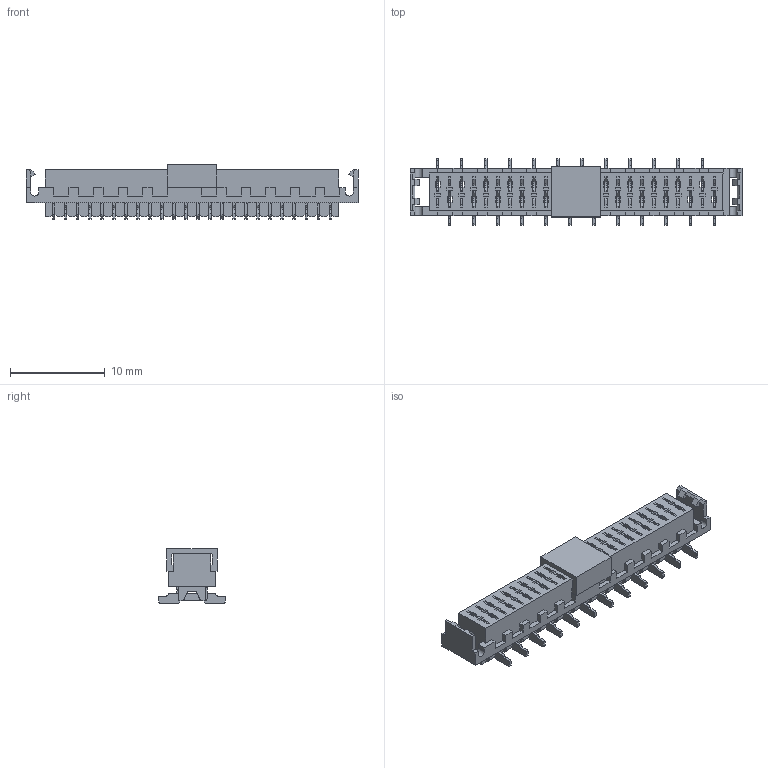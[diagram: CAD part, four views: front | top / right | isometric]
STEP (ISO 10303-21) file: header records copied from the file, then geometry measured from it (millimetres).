
FILE_DESCRIPTION(/* description */ ('Unknown'),/* implementation_level */ '2;1');
FILE_NAME(/* name */ 'J_Wurth_WR-MM_690367292476',/* time_stamp */ '2025-05-07T10:43:02+08:00',/* author */ ('Unknown'),/* organization */ ('Unknown'),/* preprocessor_version */ 'ST-DEVELOPER v19.4',/* originating_system */ 'Solid Edge',/* authorisation */ 'Unknown');
FILE_SCHEMA (('AUTOMOTIVE_DESIGN {1 0 10303 214 3 1 1}'));
Length unit declared in the file: millimetre
Products named in the file (2): J_Wurth_WR-MM_690367292476
Assembly tree (1 placements, depth 2):
  J_Wurth_WR-MM_690367292476
    J_Wurth_WR-MM_690367292476
Bounding box: 35.08 x 7 x 5.75 mm (x, y, z)
Volume: 583.1 mm3; surface area: 2330.1 mm2
Topology: 26 solids, 26 shells, 1952 faces, 5778 edges, 3852 vertices
Faces by surface type: plane 1516, cylinder 436
Entity records: 65070 total; most frequent: CARTESIAN_POINT 11584, ORIENTED_EDGE 11556, DIRECTION 10558, EDGE_CURVE 5778, LINE 4906, VECTOR 4906, VERTEX_POINT 3852, AXIS2_PLACEMENT_3D 2826
